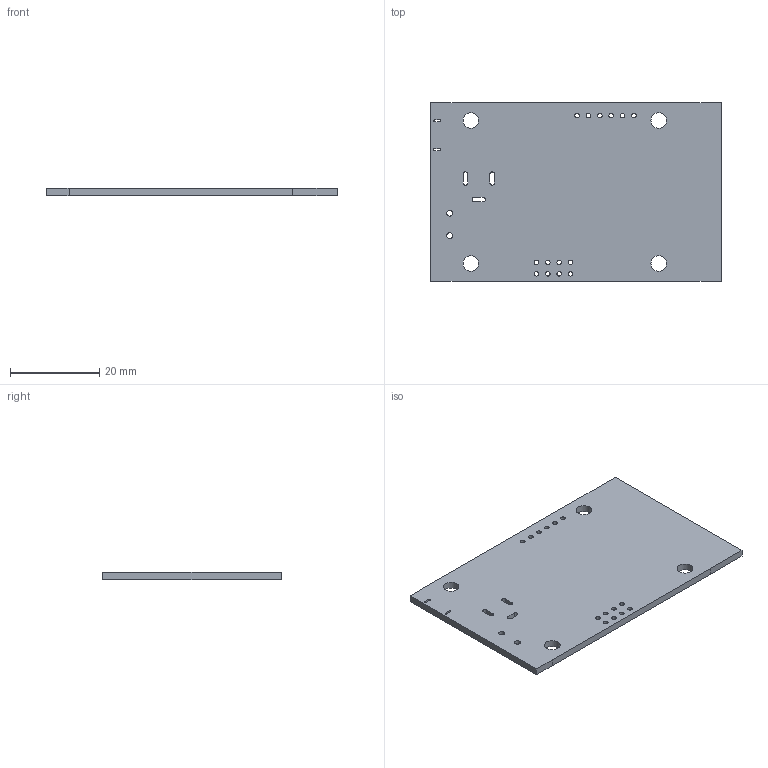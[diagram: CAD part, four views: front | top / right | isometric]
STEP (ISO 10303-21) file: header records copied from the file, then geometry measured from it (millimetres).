
FILE_DESCRIPTION(('FreeCAD Model'),'2;1');
FILE_NAME('loco-node-pcb.stp', '2019-09-10T12:48:44',('Author'),(''), 'Open CASCADE STEP processor 7.0','FreeCAD','Unknown');
FILE_SCHEMA(('AUTOMOTIVE_DESIGN { 1 0 10303 214 1 1 1 1 }'));
Length unit declared in the file: millimetre
Products named in the file (2): Pcb; Open CASCADE STEP translator 7.0 1.1
Assembly tree (1 placements, depth 2):
  Pcb
    Open CASCADE STEP translator 7.0 1.1
Bounding box: 65 x 40 x 1.6 mm (x, y, z)
Volume: 4060.5 mm3; surface area: 5612.5 mm2
Topology: 1 solids, 1 shells, 60 faces, 174 edges, 116 vertices
Faces by surface type: cylinder 40, plane 20
Full cylindrical faces by diameter (mm): 1.016 x14, 1.3 x2, 3.5 x4
Entity records: 2157 total; most frequent: DIRECTION 378, CARTESIAN_POINT 352, ORIENTED_EDGE 348, EDGE_CURVE 174, AXIS2_PLACEMENT_3D 142, VERTEX_POINT 116, FACE_BOUND 110, EDGE_LOOP 110
